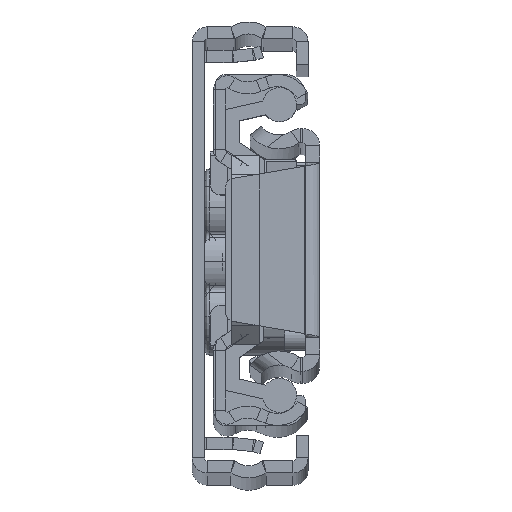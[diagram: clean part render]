
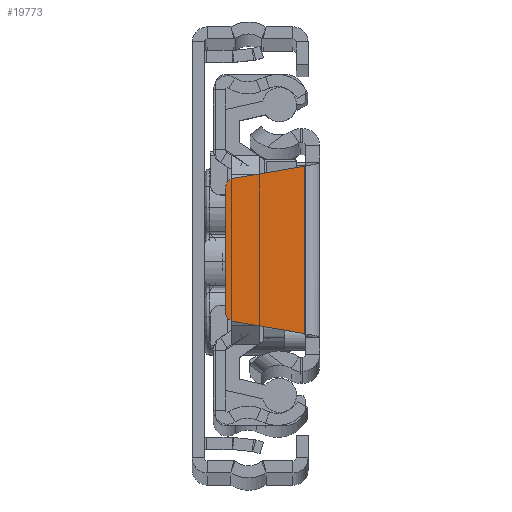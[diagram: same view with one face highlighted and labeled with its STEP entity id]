
A CAD part, top view. The second image highlights one B-rep face of the part: STEP entity #19773.
In plain terms, the highlighted planar face has unit normal (0, 0, 1).
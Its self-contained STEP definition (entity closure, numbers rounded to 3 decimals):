
#1199 = LINE ( 'NONE', #11238, #20924 ) ;
#1304 = CARTESIAN_POINT ( 'NONE',  ( -9.4, 6.156, 0. ) ) ;
#2560 = CARTESIAN_POINT ( 'NONE',  ( -1.5, -8.35, 0. ) ) ;
#2563 = AXIS2_PLACEMENT_3D ( 'NONE', #4813, #8518, #11464 ) ;
#2899 = EDGE_CURVE ( 'NONE', #8240, #15153, #4129, .T. ) ;
#2992 = CARTESIAN_POINT ( 'NONE',  ( -8.568, -7.142, 0. ) ) ;
#3334 = EDGE_CURVE ( 'NONE', #13360, #8240, #7891, .T. ) ;
#3368 = EDGE_CURVE ( 'NONE', #18164, #20896, #19903, .T. ) ;
#3424 = CARTESIAN_POINT ( 'NONE',  ( -8.4, 6.156, 0. ) ) ;
#3452 = ORIENTED_EDGE ( 'NONE', *, *, #13407, .F. ) ;
#4129 = LINE ( 'NONE', #7290, #20854 ) ;
#4533 = ORIENTED_EDGE ( 'NONE', *, *, #10474, .F. ) ;
#4813 = CARTESIAN_POINT ( 'NONE',  ( -8.4, -6.156, 0. ) ) ;
#5179 = VERTEX_POINT ( 'NONE', #14749 ) ;
#6388 = ORIENTED_EDGE ( 'NONE', *, *, #2899, .F. ) ;
#7036 = DIRECTION ( 'NONE',  ( 0., 0., -1. ) ) ;
#7290 = CARTESIAN_POINT ( 'NONE',  ( -1.5, 8.35, 0. ) ) ;
#7891 = CIRCLE ( 'NONE', #12748, 1. ) ;
#7920 = CARTESIAN_POINT ( 'NONE',  ( -1.5, -8.35, 0. ) ) ;
#8141 = DIRECTION ( 'NONE',  ( -1., 0., 0. ) ) ;
#8240 = VERTEX_POINT ( 'NONE', #16348 ) ;
#8518 = DIRECTION ( 'NONE',  ( 0., 0., -1. ) ) ;
#9770 = CARTESIAN_POINT ( 'NONE',  ( -8.4, 6.156, 0. ) ) ;
#10474 = EDGE_CURVE ( 'NONE', #20896, #5179, #18569, .T. ) ;
#10539 = PLANE ( 'NONE',  #19261 ) ;
#10987 = LINE ( 'NONE', #7920, #18135 ) ;
#11238 = CARTESIAN_POINT ( 'NONE',  ( -9.4, 6.156, 0. ) ) ;
#11464 = DIRECTION ( 'NONE',  ( -1., 0., 0. ) ) ;
#12748 = AXIS2_PLACEMENT_3D ( 'NONE', #9770, #19581, #8141 ) ;
#12958 = DIRECTION ( 'NONE',  ( 0., 1., 0. ) ) ;
#13360 = VERTEX_POINT ( 'NONE', #1304 ) ;
#13407 = EDGE_CURVE ( 'NONE', #5179, #13360, #1199, .T. ) ;
#13653 = EDGE_LOOP ( 'NONE', ( #15866, #6388, #19147, #3452, #4533, #17968 ) ) ;
#14749 = CARTESIAN_POINT ( 'NONE',  ( -9.4, -6.156, 0. ) ) ;
#15153 = VERTEX_POINT ( 'NONE', #16037 ) ;
#15821 = DIRECTION ( 'NONE',  ( 0., -1., 0. ) ) ;
#15866 = ORIENTED_EDGE ( 'NONE', *, *, #20601, .F. ) ;
#16037 = CARTESIAN_POINT ( 'NONE',  ( -1.5, 8.35, 0. ) ) ;
#16329 = FACE_OUTER_BOUND ( 'NONE', #13653, .T. ) ;
#16348 = CARTESIAN_POINT ( 'NONE',  ( -8.568, 7.142, 0. ) ) ;
#16960 = VECTOR ( 'NONE', #19792, 1000. ) ;
#17084 = CARTESIAN_POINT ( 'NONE',  ( -8.568, -7.142, 0. ) ) ;
#17968 = ORIENTED_EDGE ( 'NONE', *, *, #3368, .F. ) ;
#18135 = VECTOR ( 'NONE', #15821, 1000. ) ;
#18164 = VERTEX_POINT ( 'NONE', #2560 ) ;
#18569 = CIRCLE ( 'NONE', #2563, 1. ) ;
#19147 = ORIENTED_EDGE ( 'NONE', *, *, #3334, .F. ) ;
#19261 = AXIS2_PLACEMENT_3D ( 'NONE', #3424, #7036, #20207 ) ;
#19581 = DIRECTION ( 'NONE',  ( 0., 0., -1. ) ) ;
#19773 = ADVANCED_FACE ( 'NONE', ( #16329 ), #10539, .F. ) ;
#19792 = DIRECTION ( 'NONE',  ( -0.986, 0.168, 0. ) ) ;
#19903 = LINE ( 'NONE', #2992, #16960 ) ;
#20207 = DIRECTION ( 'NONE',  ( -1., 0., 0. ) ) ;
#20577 = DIRECTION ( 'NONE',  ( 0.986, 0.168, 0. ) ) ;
#20601 = EDGE_CURVE ( 'NONE', #15153, #18164, #10987, .T. ) ;
#20854 = VECTOR ( 'NONE', #20577, 1000. ) ;
#20896 = VERTEX_POINT ( 'NONE', #17084 ) ;
#20924 = VECTOR ( 'NONE', #12958, 1000. ) ;
